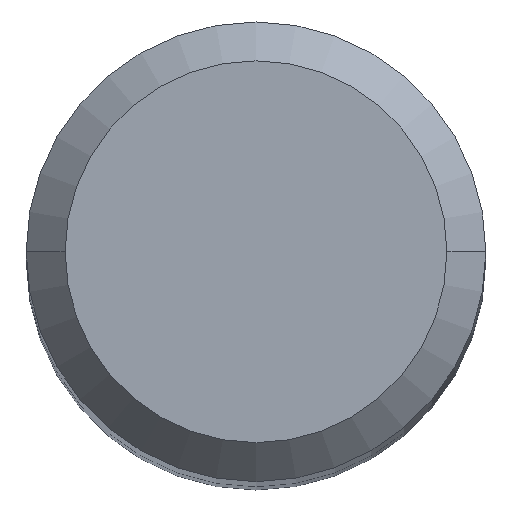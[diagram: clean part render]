
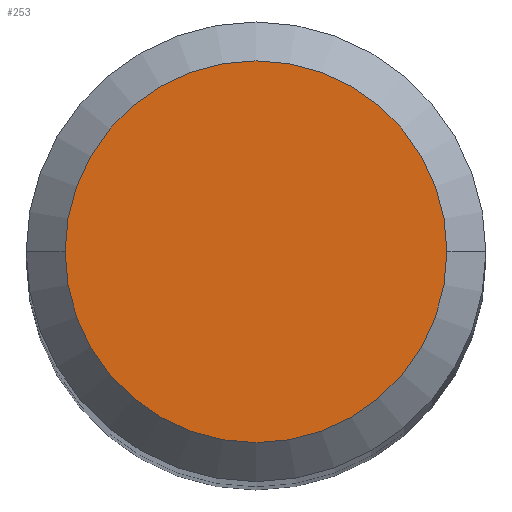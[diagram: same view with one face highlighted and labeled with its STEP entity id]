
A CAD part, top view. The second image highlights one B-rep face of the part: STEP entity #253.
In plain terms, the highlighted planar face has unit normal (0, 0, 1).
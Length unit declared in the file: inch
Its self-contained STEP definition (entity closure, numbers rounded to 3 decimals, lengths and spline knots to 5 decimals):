
#37 = FACE_OUTER_BOUND ( 'NONE', #221, .T. ) ;
#42 = DIRECTION ( 'NONE',  ( 0., 0., 1. ) ) ;
#61 = CARTESIAN_POINT ( 'NONE',  ( 0., 0., 0. ) ) ;
#81 = EDGE_CURVE ( 'NONE', #205, #287, #239, .T. ) ;
#100 = DIRECTION ( 'NONE',  ( 1., 0., 0. ) ) ;
#129 = CARTESIAN_POINT ( 'NONE',  ( -0.0981, 0., 0. ) ) ;
#134 = CARTESIAN_POINT ( 'NONE',  ( 0., 0., 0. ) ) ;
#149 = ORIENTED_EDGE ( 'NONE', *, *, #298, .T. ) ;
#152 = DIRECTION ( 'NONE',  ( -1., 0., 0. ) ) ;
#158 = DIRECTION ( 'NONE',  ( 0., 0., -1. ) ) ;
#181 = DIRECTION ( 'NONE',  ( 0., 0., 1. ) ) ;
#205 = VERTEX_POINT ( 'NONE', #129 ) ;
#221 = EDGE_LOOP ( 'NONE', ( #351, #149 ) ) ;
#230 = DIRECTION ( 'NONE',  ( 1., 0., 0. ) ) ;
#239 = CIRCLE ( 'NONE', #320, 0.0981 ) ;
#253 = ADVANCED_FACE ( 'NONE', ( #37 ), #324, .F. ) ;
#259 = CARTESIAN_POINT ( 'NONE',  ( 0.0981, 0., 0. ) ) ;
#279 = AXIS2_PLACEMENT_3D ( 'NONE', #291, #158, #152 ) ;
#287 = VERTEX_POINT ( 'NONE', #259 ) ;
#291 = CARTESIAN_POINT ( 'NONE',  ( 0., 0.0981, 0. ) ) ;
#292 = CIRCLE ( 'NONE', #337, 0.0981 ) ;
#298 = EDGE_CURVE ( 'NONE', #287, #205, #292, .T. ) ;
#320 = AXIS2_PLACEMENT_3D ( 'NONE', #134, #42, #100 ) ;
#324 = PLANE ( 'NONE',  #279 ) ;
#337 = AXIS2_PLACEMENT_3D ( 'NONE', #61, #181, #230 ) ;
#351 = ORIENTED_EDGE ( 'NONE', *, *, #81, .T. ) ;
